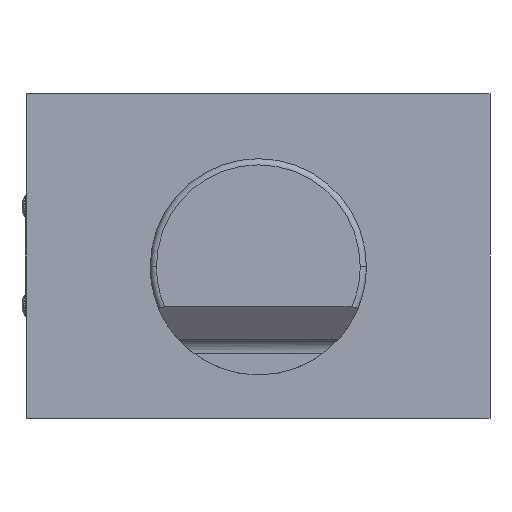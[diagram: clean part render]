
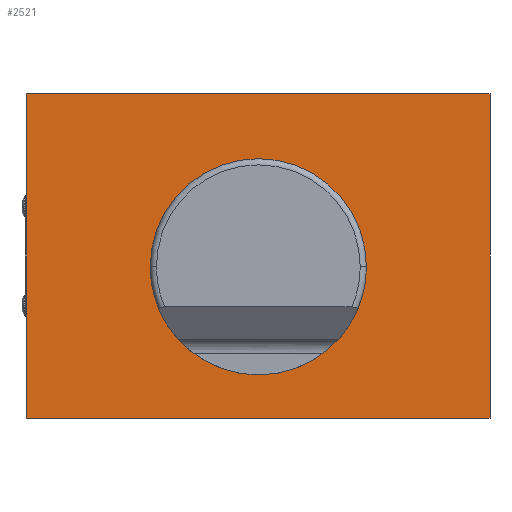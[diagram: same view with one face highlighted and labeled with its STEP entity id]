
A CAD part, front view. The second image highlights one B-rep face of the part: STEP entity #2521.
In plain terms, the highlighted planar face has unit normal (0, -1, 0).
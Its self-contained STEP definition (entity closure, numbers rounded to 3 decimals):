
#2521=ADVANCED_FACE('',(#5132,#5133),#5134,.T.);
#5132=FACE_BOUND('',#8027,.T.);
#5133=FACE_OUTER_BOUND('',#8028,.T.);
#5134=PLANE('',#8029);
#8027=EDGE_LOOP('',(#15293,#15294));
#8028=EDGE_LOOP('',(#15295,#15296,#15297,#15298));
#8029=AXIS2_PLACEMENT_3D('',#15299,#15300,#15301);
#15293=ORIENTED_EDGE('',*,*,#18056,.T.);
#15294=ORIENTED_EDGE('',*,*,#18256,.T.);
#15295=ORIENTED_EDGE('',*,*,#18277,.F.);
#15296=ORIENTED_EDGE('',*,*,#18278,.F.);
#15297=ORIENTED_EDGE('',*,*,#18279,.F.);
#15298=ORIENTED_EDGE('',*,*,#18280,.F.);
#15299=CARTESIAN_POINT('',(75.0,0.0,52.5));
#15300=DIRECTION('',(0.0,-1.0,0.0));
#15301=DIRECTION('',(1.0,0.0,0.0));
#18056=EDGE_CURVE('',#21974,#21978,#21980,.T.);
#18256=EDGE_CURVE('',#21978,#21974,#22262,.T.);
#18277=EDGE_CURVE('',#22283,#22284,#22285,.T.);
#18278=EDGE_CURVE('',#22286,#22283,#22287,.T.);
#18279=EDGE_CURVE('',#22288,#22286,#22289,.T.);
#18280=EDGE_CURVE('',#22284,#22288,#22290,.T.);
#21974=VERTEX_POINT('',#27986);
#21978=VERTEX_POINT('',#27991);
#21980=CIRCLE('',#27994,35.0);
#22262=CIRCLE('',#28394,35.0);
#22283=VERTEX_POINT('',#28415);
#22284=VERTEX_POINT('',#28416);
#22285=LINE('',#28417,#28418);
#22286=VERTEX_POINT('',#28419);
#22287=LINE('',#28420,#28421);
#22288=VERTEX_POINT('',#28422);
#22289=LINE('',#28423,#28424);
#22290=LINE('',#28425,#28426);
#27986=CARTESIAN_POINT('',(110.0,0.0,49.0));
#27991=CARTESIAN_POINT('',(40.0,0.0,49.0));
#27994=AXIS2_PLACEMENT_3D('',#31016,#31017,#31018);
#28394=AXIS2_PLACEMENT_3D('',#31314,#31315,#31316);
#28415=CARTESIAN_POINT('',(150.0,0.0,105.0));
#28416=CARTESIAN_POINT('',(150.0,0.0,0.0));
#28417=CARTESIAN_POINT('',(150.0,0.0,52.5));
#28418=VECTOR('',#31347,1.0);
#28419=CARTESIAN_POINT('',(0.0,0.0,105.0));
#28420=CARTESIAN_POINT('',(75.0,0.0,105.0));
#28421=VECTOR('',#31348,1.0);
#28422=CARTESIAN_POINT('',(0.0,0.0,0.0));
#28423=CARTESIAN_POINT('',(0.0,0.0,52.5));
#28424=VECTOR('',#31349,1.0);
#28425=CARTESIAN_POINT('',(75.0,0.0,0.0));
#28426=VECTOR('',#31350,1.0);
#31016=CARTESIAN_POINT('',(75.0,0.0,49.0));
#31017=DIRECTION('',(-0.0,1.0,0.0));
#31018=DIRECTION('',(1.0,0.0,0.0));
#31314=CARTESIAN_POINT('',(75.0,0.0,49.0));
#31315=DIRECTION('',(-0.0,1.0,0.0));
#31316=DIRECTION('',(1.0,0.0,0.0));
#31347=DIRECTION('',(0.0,0.0,-1.0));
#31348=DIRECTION('',(1.0,0.0,0.0));
#31349=DIRECTION('',(0.0,0.0,1.0));
#31350=DIRECTION('',(-1.0,0.0,0.0));
